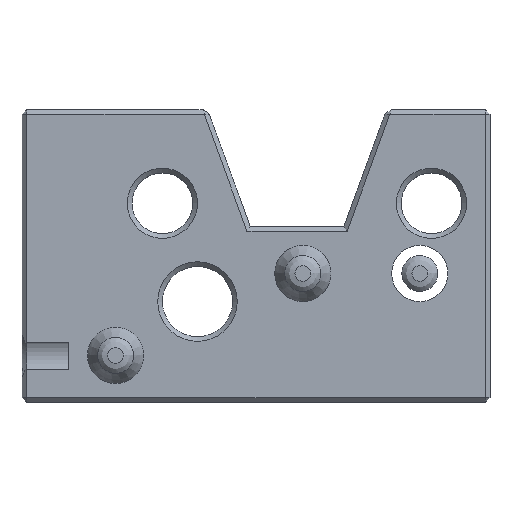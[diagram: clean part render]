
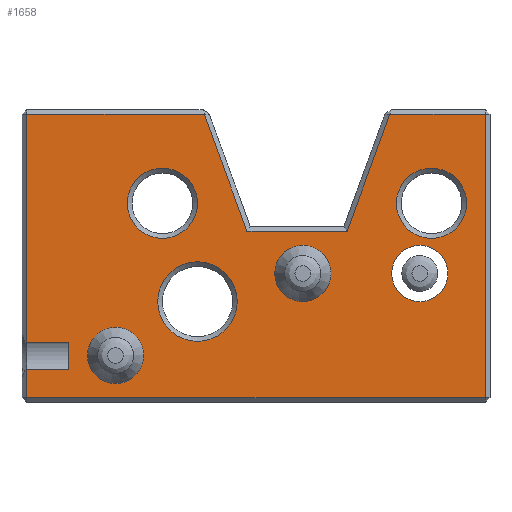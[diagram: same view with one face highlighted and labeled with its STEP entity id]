
A CAD part, top view. The second image highlights one B-rep face of the part: STEP entity #1658.
In plain terms, the highlighted planar face has unit normal (0, 0, 1).
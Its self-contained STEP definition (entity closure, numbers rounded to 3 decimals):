
#41=FACE_BOUND('',#293,.T.);
#42=FACE_BOUND('',#294,.T.);
#43=FACE_BOUND('',#295,.T.);
#44=FACE_BOUND('',#296,.T.);
#45=FACE_BOUND('',#297,.T.);
#46=FACE_BOUND('',#298,.T.);
#85=PLANE('',#1805);
#179=FACE_OUTER_BOUND('',#292,.T.);
#292=EDGE_LOOP('',(#1323,#1324,#1325,#1326,#1327,#1328,#1329,#1330,#1331,
#1332,#1333,#1334));
#293=EDGE_LOOP('',(#1335));
#294=EDGE_LOOP('',(#1336));
#295=EDGE_LOOP('',(#1337));
#296=EDGE_LOOP('',(#1338));
#297=EDGE_LOOP('',(#1339));
#298=EDGE_LOOP('',(#1340));
#381=LINE('',#2427,#546);
#385=LINE('',#2434,#550);
#387=LINE('',#2441,#552);
#389=LINE('',#2445,#554);
#395=LINE('',#2457,#560);
#442=LINE('',#2758,#607);
#443=LINE('',#2760,#608);
#444=LINE('',#2762,#609);
#445=LINE('',#2764,#610);
#446=LINE('',#2766,#611);
#447=LINE('',#2768,#612);
#448=LINE('',#2769,#613);
#546=VECTOR('',#1928,10.);
#550=VECTOR('',#1934,10.);
#552=VECTOR('',#1942,10.);
#554=VECTOR('',#1946,10.);
#560=VECTOR('',#1956,10.);
#607=VECTOR('',#2111,10.);
#608=VECTOR('',#2112,10.);
#609=VECTOR('',#2113,10.);
#610=VECTOR('',#2114,10.);
#611=VECTOR('',#2115,10.);
#612=VECTOR('',#2116,10.);
#613=VECTOR('',#2117,10.);
#720=CIRCLE('',#1784,3.4);
#732=CIRCLE('',#1804,3.);
#733=CIRCLE('',#1806,3.);
#734=CIRCLE('',#1807,2.4);
#735=CIRCLE('',#1808,2.4);
#736=CIRCLE('',#1809,2.4);
#767=VERTEX_POINT('',#2424);
#768=VERTEX_POINT('',#2426);
#770=VERTEX_POINT('',#2432);
#772=VERTEX_POINT('',#2440);
#773=VERTEX_POINT('',#2444);
#777=VERTEX_POINT('',#2456);
#812=VERTEX_POINT('',#2575);
#840=VERTEX_POINT('',#2753);
#841=VERTEX_POINT('',#2757);
#842=VERTEX_POINT('',#2759);
#843=VERTEX_POINT('',#2761);
#844=VERTEX_POINT('',#2763);
#845=VERTEX_POINT('',#2765);
#846=VERTEX_POINT('',#2767);
#847=VERTEX_POINT('',#2770);
#848=VERTEX_POINT('',#2772);
#849=VERTEX_POINT('',#2774);
#850=VERTEX_POINT('',#2776);
#911=EDGE_CURVE('',#768,#767,#381,.T.);
#915=EDGE_CURVE('',#770,#767,#385,.T.);
#918=EDGE_CURVE('',#772,#768,#387,.T.);
#920=EDGE_CURVE('',#773,#772,#389,.T.);
#926=EDGE_CURVE('',#773,#777,#395,.T.);
#976=EDGE_CURVE('',#812,#812,#720,.T.);
#1013=EDGE_CURVE('',#840,#840,#732,.T.);
#1014=EDGE_CURVE('',#841,#770,#442,.T.);
#1015=EDGE_CURVE('',#842,#841,#443,.T.);
#1016=EDGE_CURVE('',#843,#842,#444,.T.);
#1017=EDGE_CURVE('',#844,#843,#445,.T.);
#1018=EDGE_CURVE('',#845,#844,#446,.T.);
#1019=EDGE_CURVE('',#846,#845,#447,.T.);
#1020=EDGE_CURVE('',#777,#846,#448,.T.);
#1021=EDGE_CURVE('',#847,#847,#733,.T.);
#1022=EDGE_CURVE('',#848,#848,#734,.T.);
#1023=EDGE_CURVE('',#849,#849,#735,.T.);
#1024=EDGE_CURVE('',#850,#850,#736,.T.);
#1323=ORIENTED_EDGE('',*,*,#911,.T.);
#1324=ORIENTED_EDGE('',*,*,#915,.F.);
#1325=ORIENTED_EDGE('',*,*,#1014,.F.);
#1326=ORIENTED_EDGE('',*,*,#1015,.F.);
#1327=ORIENTED_EDGE('',*,*,#1016,.F.);
#1328=ORIENTED_EDGE('',*,*,#1017,.F.);
#1329=ORIENTED_EDGE('',*,*,#1018,.F.);
#1330=ORIENTED_EDGE('',*,*,#1019,.F.);
#1331=ORIENTED_EDGE('',*,*,#1020,.F.);
#1332=ORIENTED_EDGE('',*,*,#926,.F.);
#1333=ORIENTED_EDGE('',*,*,#920,.T.);
#1334=ORIENTED_EDGE('',*,*,#918,.T.);
#1335=ORIENTED_EDGE('',*,*,#976,.T.);
#1336=ORIENTED_EDGE('',*,*,#1021,.F.);
#1337=ORIENTED_EDGE('',*,*,#1022,.F.);
#1338=ORIENTED_EDGE('',*,*,#1023,.F.);
#1339=ORIENTED_EDGE('',*,*,#1024,.F.);
#1340=ORIENTED_EDGE('',*,*,#1013,.F.);
#1658=ADVANCED_FACE('',(#179,#41,#42,#43,#44,#45,#46),#85,.F.);
#1784=AXIS2_PLACEMENT_3D('',#2577,#2046,#2047);
#1804=AXIS2_PLACEMENT_3D('',#2755,#2107,#2108);
#1805=AXIS2_PLACEMENT_3D('',#2756,#2109,#2110);
#1806=AXIS2_PLACEMENT_3D('',#2771,#2118,#2119);
#1807=AXIS2_PLACEMENT_3D('',#2773,#2120,#2121);
#1808=AXIS2_PLACEMENT_3D('',#2775,#2122,#2123);
#1809=AXIS2_PLACEMENT_3D('',#2777,#2124,#2125);
#1928=DIRECTION('',(-1.,0.,0.));
#1934=DIRECTION('',(0.,1.,0.));
#1942=DIRECTION('',(0.,-1.,0.));
#1946=DIRECTION('',(1.,0.,0.));
#1956=DIRECTION('',(0.,1.,0.));
#2046=DIRECTION('center_axis',(0.,0.,
-1.));
#2047=DIRECTION('ref_axis',(-1.,0.,0.));
#2107=DIRECTION('center_axis',(0.,0.,
1.));
#2108=DIRECTION('ref_axis',(1.,0.,0.));
#2109=DIRECTION('center_axis',(0.,0.,
-1.));
#2110=DIRECTION('ref_axis',(1.,0.,0.));
#2111=DIRECTION('',(-1.,0.,0.));
#2112=DIRECTION('',(0.,-1.,0.));
#2113=DIRECTION('',(1.,0.,0.));
#2114=DIRECTION('',(0.342,0.94,0.));
#2115=DIRECTION('',(1.,0.,0.));
#2116=DIRECTION('',(0.342,-0.94,0.));
#2117=DIRECTION('',(1.,0.,0.));
#2118=DIRECTION('center_axis',(0.,0.,
1.));
#2119=DIRECTION('ref_axis',(1.,0.,0.));
#2120=DIRECTION('center_axis',(0.,0.,
1.));
#2121=DIRECTION('ref_axis',(-1.,0.,0.));
#2122=DIRECTION('center_axis',(0.,0.,
1.));
#2123=DIRECTION('ref_axis',(-1.,0.,0.));
#2124=DIRECTION('center_axis',(0.,0.,
1.));
#2125=DIRECTION('ref_axis',(-1.,0.,0.));
#2424=CARTESIAN_POINT('',(-15.471,19.904,3.));
#2426=CARTESIAN_POINT('',(-11.871,19.904,3.));
#2427=CARTESIAN_POINT('',(-5.871,19.904,3.));
#2432=CARTESIAN_POINT('',(-15.471,17.5,3.));
#2434=CARTESIAN_POINT('',(-15.471,23.35,3.));
#2440=CARTESIAN_POINT('',(-11.871,22.196,3.));
#2441=CARTESIAN_POINT('',(-11.871,25.325,3.));
#2444=CARTESIAN_POINT('',(-15.471,22.196,3.));
#2445=CARTESIAN_POINT('',(-5.871,22.196,3.));
#2456=CARTESIAN_POINT('',(-15.471,41.7,3.));
#2457=CARTESIAN_POINT('',(-15.471,23.35,3.));
#2575=CARTESIAN_POINT('',(2.529,25.7,3.));
#2577=CARTESIAN_POINT('Origin',(-0.871,25.7,3.));
#2753=CARTESIAN_POINT('',(16.129,34.1,3.));
#2755=CARTESIAN_POINT('Origin',(19.129,34.1,3.));
#2756=CARTESIAN_POINT('Origin',(4.129,29.6,3.));
#2757=CARTESIAN_POINT('',(23.729,17.5,3.));
#2758=CARTESIAN_POINT('',(14.129,17.5,3.));
#2759=CARTESIAN_POINT('',(23.729,41.7,3.));
#2760=CARTESIAN_POINT('',(23.729,35.85,3.));
#2761=CARTESIAN_POINT('',(15.559,41.7,3.));
#2762=CARTESIAN_POINT('',(9.704,41.7,3.));
#2763=CARTESIAN_POINT('',(11.92,31.7,3.));
#2764=CARTESIAN_POINT('',(11.175,29.653,3.));
#2765=CARTESIAN_POINT('',(3.36,31.7,3.));
#2766=CARTESIAN_POINT('',(3.885,31.7,3.));
#2767=CARTESIAN_POINT('',(-0.28,41.7,3.));
#2768=CARTESIAN_POINT('',(1.874,35.781,3.));
#2769=CARTESIAN_POINT('',(-5.871,41.7,3.));
#2770=CARTESIAN_POINT('',(-6.871,34.1,3.));
#2771=CARTESIAN_POINT('Origin',(-3.871,34.1,3.));
#2772=CARTESIAN_POINT('',(20.529,28.1,3.));
#2773=CARTESIAN_POINT('Origin',(18.129,28.1,3.));
#2774=CARTESIAN_POINT('',(-5.471,21.1,3.));
#2775=CARTESIAN_POINT('Origin',(-7.871,21.1,3.));
#2776=CARTESIAN_POINT('',(10.529,28.1,3.));
#2777=CARTESIAN_POINT('Origin',(8.129,28.1,3.));
